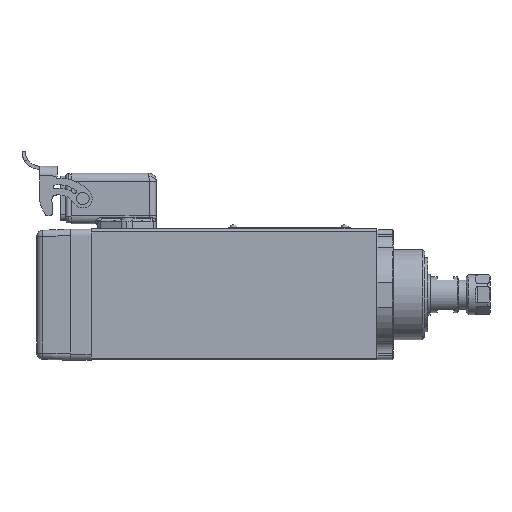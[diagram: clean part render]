
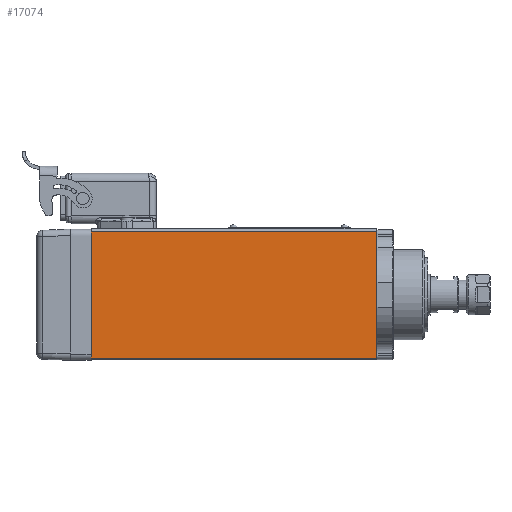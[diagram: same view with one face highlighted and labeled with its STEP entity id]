
A CAD part, left-side view. The second image highlights one B-rep face of the part: STEP entity #17074.
In plain terms, the highlighted planar face has unit normal (-1, 0, 0).
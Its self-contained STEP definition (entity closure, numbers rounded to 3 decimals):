
#1219=PLANE('',#18046);
#2587=VERTEX_POINT('',#23701);
#2588=VERTEX_POINT('',#23702);
#2627=VERTEX_POINT('',#23832);
#2628=VERTEX_POINT('',#23833);
#2629=VERTEX_POINT('',#23836);
#2630=VERTEX_POINT('',#23838);
#4209=VECTOR('',#19507,1.);
#4226=VECTOR('',#19582,1.);
#4227=VECTOR('',#19583,1.);
#4228=VECTOR('',#19584,1.);
#4229=VECTOR('',#19585,1.);
#4230=VECTOR('',#19586,1.);
#5857=LINE('',#23700,#4209);
#5874=LINE('',#23831,#4226);
#5875=LINE('',#23834,#4227);
#5876=LINE('',#23835,#4228);
#5877=LINE('',#23837,#4229);
#5878=LINE('',#23839,#4230);
#7525=EDGE_CURVE('',#2587,#2588,#5857,.T.);
#7567=EDGE_CURVE('',#2627,#2628,#5874,.F.);
#7568=EDGE_CURVE('',#2628,#2587,#5875,.F.);
#7569=EDGE_CURVE('',#2588,#2629,#5876,.F.);
#7570=EDGE_CURVE('',#2629,#2630,#5877,.F.);
#7571=EDGE_CURVE('',#2630,#2627,#5878,.F.);
#10063=ORIENTED_EDGE('',*,*,#7567,.T.);
#10064=ORIENTED_EDGE('',*,*,#7568,.T.);
#10065=ORIENTED_EDGE('',*,*,#7525,.T.);
#10066=ORIENTED_EDGE('',*,*,#7569,.T.);
#10067=ORIENTED_EDGE('',*,*,#7570,.T.);
#10068=ORIENTED_EDGE('',*,*,#7571,.T.);
#14974=EDGE_LOOP('',(#10063,#10064,#10065,#10066,#10067,#10068));
#16028=FACE_BOUND('',#14974,.T.);
#17074=ADVANCED_FACE('',(#16028),#1219,.F.);
#18046=AXIS2_PLACEMENT_3D('',#23830,#19581,$);
#19507=DIRECTION('',(0.,0.,-1.));
#19581=DIRECTION('',(1.,0.,0.));
#19582=DIRECTION('',(0.,-1.,0.));
#19583=DIRECTION('',(0.,0.,1.));
#19584=DIRECTION('',(0.,0.,1.));
#19585=DIRECTION('',(0.,1.,0.));
#19586=DIRECTION('',(0.,0.,-1.));
#23700=CARTESIAN_POINT('',(-23.5,136.,-31.25));
#23701=CARTESIAN_POINT('',(-23.5,136.,29.449));
#23702=CARTESIAN_POINT('',(-23.5,136.,-29.449));
#23830=CARTESIAN_POINT('',(-23.5,165.657,-31.));
#23831=CARTESIAN_POINT('',(-23.5,136.,30.158));
#23832=CARTESIAN_POINT('',(-23.5,0.,30.158));
#23833=CARTESIAN_POINT('',(-23.5,136.,30.158));
#23834=CARTESIAN_POINT('',(-23.5,136.,-31.25));
#23835=CARTESIAN_POINT('',(-23.5,136.,-31.25));
#23836=CARTESIAN_POINT('',(-23.5,136.,-30.158));
#23837=CARTESIAN_POINT('',(-23.5,136.,-30.158));
#23838=CARTESIAN_POINT('',(-23.5,0.,-30.158));
#23839=CARTESIAN_POINT('',(-23.5,0.,-4.75));
